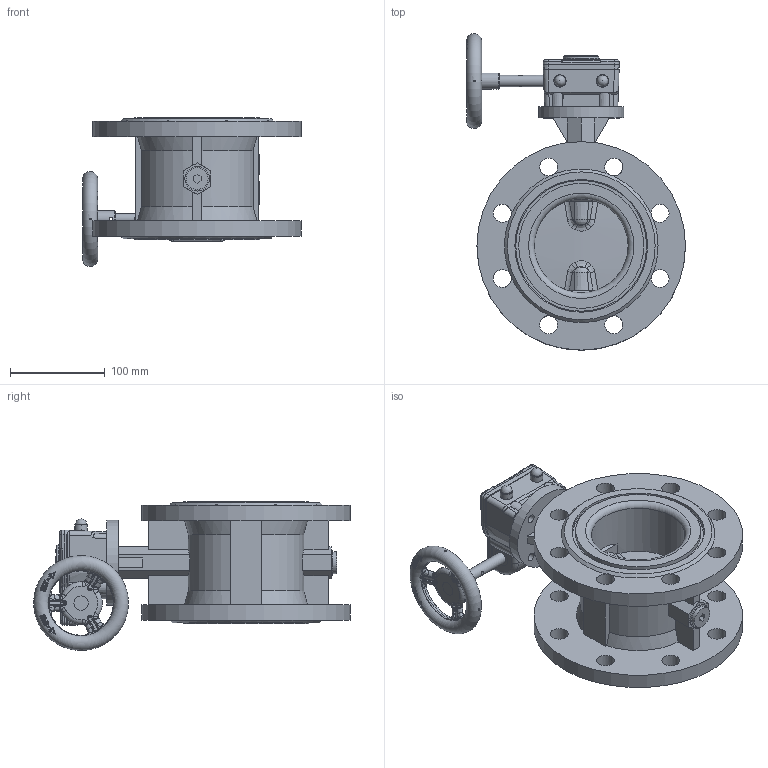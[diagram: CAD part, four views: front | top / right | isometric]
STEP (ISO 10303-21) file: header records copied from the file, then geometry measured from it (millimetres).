
FILE_DESCRIPTION(/* description */ ('STEP AP203'),/* implementation_level */ '2;1');
FILE_NAME(/* name */ '2343BS-100_STP_1.step',/* time_stamp */ '2025-10-29T14:27:45+01:00',/* author */ (''),/* organization */ (''),/* preprocessor_version */ 'ST-DEVELOPER v20.1',/* originating_system */ 'Autodesk Translation Framework v14.10.0.0',/* authorisation */ '');
FILE_SCHEMA (('AUTOMOTIVE_DESIGN { 1 0 10303 214 3 1 1 }'));
Products named in the file (3): EVFS-i DN100 PN16 F07-L11; 7300180000300; PS100-12 Bush
Assembly tree (2 placements, depth 3):
  EVFS-i DN100 PN16 F07-L11
    7300180000300
      PS100-12 Bush
Bounding box: 231 x 333.99 x 157.04 mm (x, y, z)
Volume: 1836957.5 mm3; surface area: 385607.4 mm2
Topology: 3 solids, 15 shells, 2633 faces, 6815 edges, 4303 vertices
Faces by surface type: plane 1146, cylinder 534, bspline 519, cone 238, torus 151, sphere 45
Full cylindrical faces by diameter (mm): 2 x4, 2.5 x2, 3 x2, 3.1 x2, 3.5 x2, 4 x2, 4.1 x4, 4.2 x4, 4.917 x4, 5 x6, 5.5 x4, 5.7 x2, 6 x2, 6.5 x4, 6.647 x4, 7 x2, 9 x4, 9.78 x4, 10 x3, 10.5 x4, 12 x4, 13 x2, 14 x3, 15 x1, 16 x1, 17 x1, 18 x2, 19 x16, 23 x1, 26 x1
Entity records: 160583 total; most frequent: CARTESIAN_POINT 98544, ORIENTED_EDGE 13532, DIRECTION 11961, EDGE_CURVE 6766, AXIS2_PLACEMENT_3D 4404, VERTEX_POINT 4303, LINE 3153, VECTOR 3153
